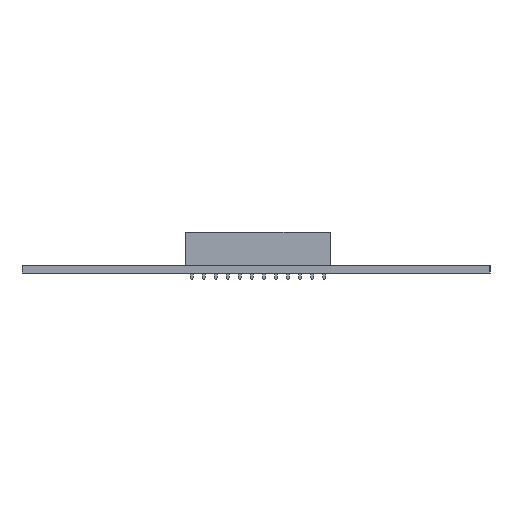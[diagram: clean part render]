
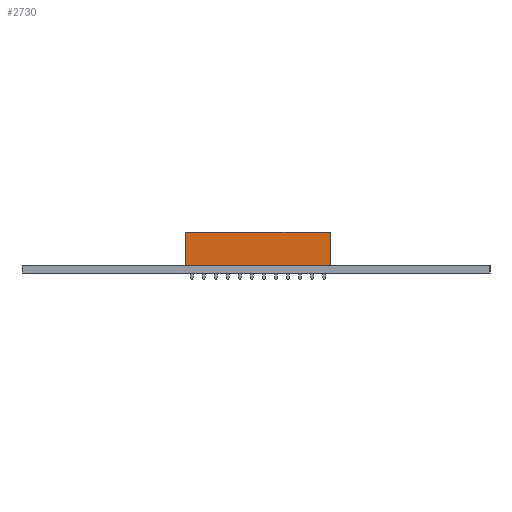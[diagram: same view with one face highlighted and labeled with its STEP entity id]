
A CAD part, left-side view. The second image highlights one B-rep face of the part: STEP entity #2730.
In plain terms, the highlighted planar face has unit normal (-1, 0, 0).
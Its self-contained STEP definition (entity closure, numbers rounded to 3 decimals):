
#107 = VERTEX_POINT('',#108);
#108 = CARTESIAN_POINT('',(-3.81,-29.21,0.));
#116 = EDGE_CURVE('',#107,#117,#119,.T.);
#117 = VERTEX_POINT('',#118);
#118 = CARTESIAN_POINT('',(-3.81,-29.21,7.));
#119 = LINE('',#120,#121);
#120 = CARTESIAN_POINT('',(-3.81,-29.21,0.));
#121 = VECTOR('',#122,1.);
#122 = DIRECTION('',(0.,0.,1.));
#179 = VERTEX_POINT('',#180);
#180 = CARTESIAN_POINT('',(-3.81,1.27,7.));
#186 = EDGE_CURVE('',#187,#179,#189,.T.);
#187 = VERTEX_POINT('',#188);
#188 = CARTESIAN_POINT('',(-3.81,1.27,0.));
#189 = LINE('',#190,#191);
#190 = CARTESIAN_POINT('',(-3.81,1.27,0.));
#191 = VECTOR('',#192,1.);
#192 = DIRECTION('',(0.,0.,1.));
#251 = EDGE_CURVE('',#179,#117,#252,.T.);
#252 = LINE('',#253,#254);
#253 = CARTESIAN_POINT('',(-3.81,1.27,7.));
#254 = VECTOR('',#255,1.);
#255 = DIRECTION('',(0.,-1.,0.));
#1089 = EDGE_CURVE('',#187,#107,#1090,.T.);
#1090 = LINE('',#1091,#1092);
#1091 = CARTESIAN_POINT('',(-3.81,1.27,0.));
#1092 = VECTOR('',#1093,1.);
#1093 = DIRECTION('',(0.,-1.,0.));
#2730 = ADVANCED_FACE('',(#2731),#2737,.F.);
#2731 = FACE_BOUND('',#2732,.F.);
#2732 = EDGE_LOOP('',(#2733,#2734,#2735,#2736));
#2733 = ORIENTED_EDGE('',*,*,#186,.T.);
#2734 = ORIENTED_EDGE('',*,*,#251,.T.);
#2735 = ORIENTED_EDGE('',*,*,#116,.F.);
#2736 = ORIENTED_EDGE('',*,*,#1089,.F.);
#2737 = PLANE('',#2738);
#2738 = AXIS2_PLACEMENT_3D('',#2739,#2740,#2741);
#2739 = CARTESIAN_POINT('',(-3.81,1.27,0.));
#2740 = DIRECTION('',(1.,0.,0.));
#2741 = DIRECTION('',(0.,-1.,0.));
